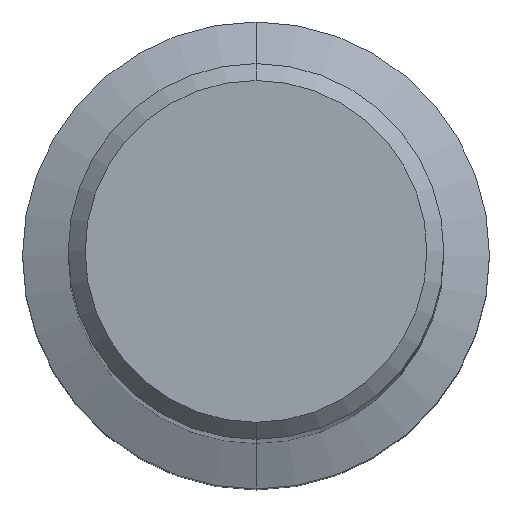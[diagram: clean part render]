
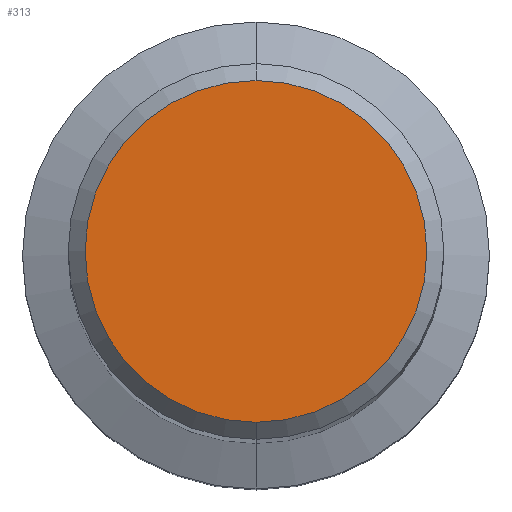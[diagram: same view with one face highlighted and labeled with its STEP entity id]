
A CAD part, top view. The second image highlights one B-rep face of the part: STEP entity #313.
In plain terms, the highlighted planar face has unit normal (0, 0, 1).
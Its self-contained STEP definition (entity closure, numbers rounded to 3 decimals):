
#279=EDGE_CURVE('',#373,#515,#638,.T.);
#313=ADVANCED_FACE('',(#678),#679,.T.);
#373=VERTEX_POINT('',#741);
#515=VERTEX_POINT('',#907);
#535=EDGE_CURVE('',#515,#373,#927,.T.);
#638=CIRCLE('',#1155,8.05);
#678=FACE_OUTER_BOUND('',#1245,.T.);
#679=PLANE('',#1246);
#741=CARTESIAN_POINT('',(0.0,8.05,0.0));
#907=CARTESIAN_POINT('',(0.,-8.05,0.0));
#927=CIRCLE('',#1705,8.05);
#1155=AXIS2_PLACEMENT_3D('',#1766,#1767,#1768);
#1245=EDGE_LOOP('',(#1834,#1835));
#1246=AXIS2_PLACEMENT_3D('',#1836,#1837,#1838);
#1705=AXIS2_PLACEMENT_3D('',#2136,#2137,#2138);
#1766=CARTESIAN_POINT('',(0.0,0.0,0.0));
#1767=DIRECTION('',(0.0,0.0,-1.0));
#1768=DIRECTION('',(0.0,1.0,0.0));
#1834=ORIENTED_EDGE('',*,*,#279,.F.);
#1835=ORIENTED_EDGE('',*,*,#535,.F.);
#1836=CARTESIAN_POINT('',(0.0,4.025,0.0));
#1837=DIRECTION('',(-0.0,0.0,1.0));
#1838=DIRECTION('',(0.0,-1.0,0.0));
#2136=CARTESIAN_POINT('',(0.0,0.0,0.0));
#2137=DIRECTION('',(0.0,0.0,-1.0));
#2138=DIRECTION('',(0.0,1.0,0.0));
